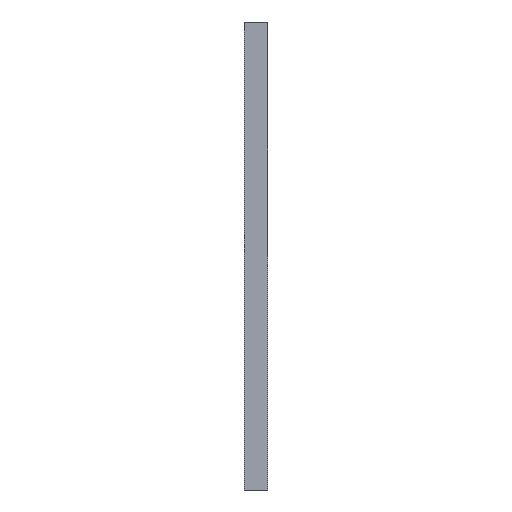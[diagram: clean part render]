
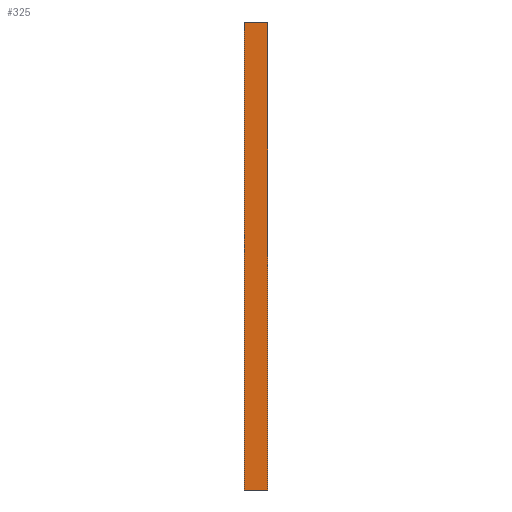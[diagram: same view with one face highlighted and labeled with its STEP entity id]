
A CAD part, left-side view. The second image highlights one B-rep face of the part: STEP entity #325.
In plain terms, the highlighted planar face has unit normal (-1, 0, 0).
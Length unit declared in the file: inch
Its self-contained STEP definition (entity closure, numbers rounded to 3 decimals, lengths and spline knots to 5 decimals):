
#6 = AXIS2_PLACEMENT_3D ( 'NONE', #75, #373, #555 ) ;
#20 = VECTOR ( 'NONE', #427, 39.37008 ) ;
#48 = CARTESIAN_POINT ( 'NONE',  ( -7., 0.25, -5. ) ) ;
#60 = VECTOR ( 'NONE', #536, 39.37008 ) ;
#75 = CARTESIAN_POINT ( 'NONE',  ( -7., 0.25, -5. ) ) ;
#80 = ORIENTED_EDGE ( 'NONE', *, *, #176, .T. ) ;
#118 = ORIENTED_EDGE ( 'NONE', *, *, #547, .T. ) ;
#134 = CARTESIAN_POINT ( 'NONE',  ( -7., 0.25, 5. ) ) ;
#168 = CARTESIAN_POINT ( 'NONE',  ( -7., 0.25, 5. ) ) ;
#176 = EDGE_CURVE ( 'NONE', #623, #289, #357, .T. ) ;
#188 = LINE ( 'NONE', #134, #20 ) ;
#236 = CARTESIAN_POINT ( 'NONE',  ( -7., -0.25, -5. ) ) ;
#289 = VERTEX_POINT ( 'NONE', #236 ) ;
#298 = DIRECTION ( 'NONE',  ( 0., 0., 1. ) ) ;
#306 = VECTOR ( 'NONE', #409, 39.37008 ) ;
#310 = PLANE ( 'NONE',  #6 ) ;
#322 = EDGE_CURVE ( 'NONE', #637, #724, #188, .T. ) ;
#325 = ADVANCED_FACE ( 'NONE', ( #571 ), #310, .F. ) ;
#357 = LINE ( 'NONE', #482, #60 ) ;
#373 = DIRECTION ( 'NONE',  ( 1., 0., 0. ) ) ;
#407 = VECTOR ( 'NONE', #298, 39.37008 ) ;
#409 = DIRECTION ( 'NONE',  ( 0., 0., 1. ) ) ;
#427 = DIRECTION ( 'NONE',  ( 0., -1., 0. ) ) ;
#474 = EDGE_LOOP ( 'NONE', ( #118, #668, #804, #80 ) ) ;
#482 = CARTESIAN_POINT ( 'NONE',  ( -7., 0.25, -5. ) ) ;
#534 = LINE ( 'NONE', #676, #306 ) ;
#536 = DIRECTION ( 'NONE',  ( 0., -1., 0. ) ) ;
#547 = EDGE_CURVE ( 'NONE', #289, #724, #534, .T. ) ;
#555 = DIRECTION ( 'NONE',  ( 0., 0., -1. ) ) ;
#559 = EDGE_CURVE ( 'NONE', #623, #637, #796, .T. ) ;
#571 = FACE_OUTER_BOUND ( 'NONE', #474, .T. ) ;
#623 = VERTEX_POINT ( 'NONE', #666 ) ;
#637 = VERTEX_POINT ( 'NONE', #168 ) ;
#666 = CARTESIAN_POINT ( 'NONE',  ( -7., 0.25, -5. ) ) ;
#668 = ORIENTED_EDGE ( 'NONE', *, *, #322, .F. ) ;
#676 = CARTESIAN_POINT ( 'NONE',  ( -7., -0.25, -5. ) ) ;
#684 = CARTESIAN_POINT ( 'NONE',  ( -7., -0.25, 5. ) ) ;
#724 = VERTEX_POINT ( 'NONE', #684 ) ;
#796 = LINE ( 'NONE', #48, #407 ) ;
#804 = ORIENTED_EDGE ( 'NONE', *, *, #559, .F. ) ;
